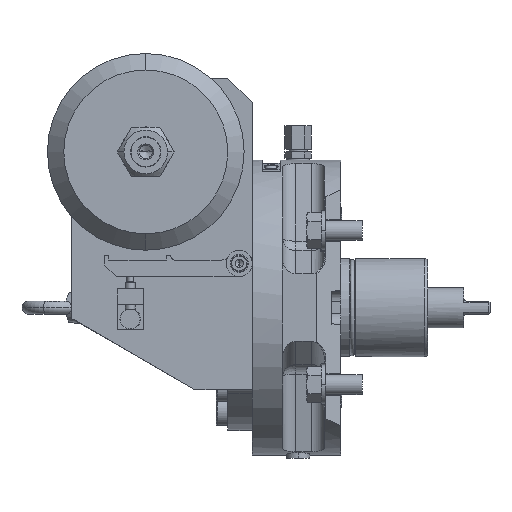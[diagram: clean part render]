
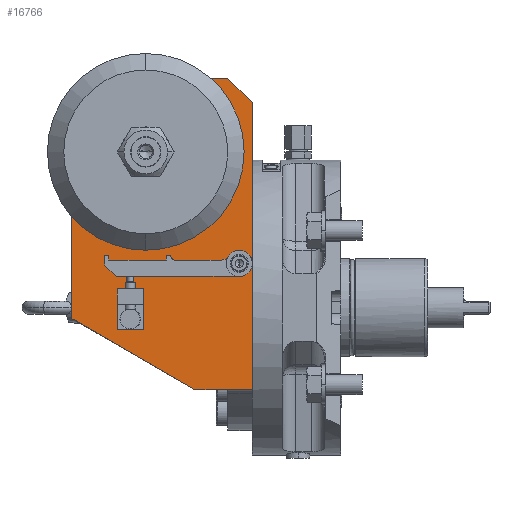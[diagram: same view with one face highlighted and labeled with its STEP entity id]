
A CAD part, front view. The second image highlights one B-rep face of the part: STEP entity #16766.
In plain terms, the highlighted planar face has unit normal (0, -1, 0).
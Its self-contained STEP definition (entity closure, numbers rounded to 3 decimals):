
#421=DIRECTION('',(0.866,0.,-0.5));
#422=VECTOR('',#421,86.603);
#423=CARTESIAN_POINT('',(-164.,-127.5,-6.699));
#424=LINE('',#423,#422);
#2236=DIRECTION('',(0.,0.,-1.));
#2237=VECTOR('',#2236,98.);
#2238=CARTESIAN_POINT('',(-54.,-127.5,125.));
#2239=LINE('',#2238,#2237);
#2244=DIRECTION('',(0.,0.,-1.));
#2245=VECTOR('',#2244,77.);
#2246=CARTESIAN_POINT('',(-54.,-127.5,27.));
#2247=LINE('',#2246,#2245);
#2248=CARTESIAN_POINT('',(-62.,-127.5,27.));
#2249=DIRECTION('',(0.,-1.,0.));
#2250=DIRECTION('',(0.,0.,-1.));
#2251=AXIS2_PLACEMENT_3D('',#2248,#2249,#2250);
#2253=DIRECTION('',(-0.707,0.,0.707));
#2254=VECTOR('',#2253,21.213);
#2255=CARTESIAN_POINT('',(-54.,-127.5,125.));
#2256=LINE('',#2255,#2254);
#2257=CARTESIAN_POINT('',(-62.,-127.5,27.));
#2258=DIRECTION('',(0.,-1.,0.));
#2259=DIRECTION('',(1.,0.,0.));
#2260=AXIS2_PLACEMENT_3D('',#2257,#2258,#2259);
#2262=CARTESIAN_POINT('',(-62.,-127.5,27.));
#2263=DIRECTION('',(0.,-1.,0.));
#2264=DIRECTION('',(-0.843,0.,0.538));
#2265=AXIS2_PLACEMENT_3D('',#2262,#2263,#2264);
#2267=DIRECTION('',(0.,0.,1.));
#2268=VECTOR('',#2267,25.);
#2269=CARTESIAN_POINT('',(-120.5,-127.5,-13.5));
#2270=LINE('',#2269,#2268);
#2271=DIRECTION('',(-1.,0.,0.));
#2272=VECTOR('',#2271,16.);
#2273=CARTESIAN_POINT('',(-120.5,-127.5,11.5));
#2274=LINE('',#2273,#2272);
#2275=DIRECTION('',(0.,0.,-1.));
#2276=VECTOR('',#2275,25.);
#2277=CARTESIAN_POINT('',(-136.5,-127.5,11.5));
#2278=LINE('',#2277,#2276);
#2279=DIRECTION('',(1.,0.,0.));
#2280=VECTOR('',#2279,16.);
#2281=CARTESIAN_POINT('',(-136.5,-127.5,-13.5));
#2282=LINE('',#2281,#2280);
#2611=DIRECTION('',(1.,0.,0.));
#2612=VECTOR('',#2611,35.);
#2613=CARTESIAN_POINT('',(-89.,-127.5,-50.));
#2614=LINE('',#2613,#2612);
#9739=DIRECTION('',(0.,0.,-1.));
#9740=VECTOR('',#9739,82.308);
#9741=CARTESIAN_POINT('',(-164.,-127.5,75.609));
#9742=LINE('',#9741,#9740);
#9759=DIRECTION('',(-1.,0.,0.));
#9760=VECTOR('',#9759,30.609);
#9761=CARTESIAN_POINT('',(-69.,-127.5,140.));
#9762=LINE('',#9761,#9760);
#9796=CARTESIAN_POINT('',(-99.609,-127.5,140.));
#9810=CARTESIAN_POINT('',(-119.,-127.5,95.));
#9811=DIRECTION('',(0.,1.,0.));
#9812=DIRECTION('',(0.396,0.,0.918));
#9813=AXIS2_PLACEMENT_3D('',#9810,#9811,#9812);
#9830=CARTESIAN_POINT('',(-119.,-127.5,95.));
#9831=DIRECTION('',(0.,-1.,0.));
#9832=DIRECTION('',(-0.918,0.,-0.396));
#9833=AXIS2_PLACEMENT_3D('',#9830,#9831,#9832);
#13684=CARTESIAN_POINT('',(-164.,-127.5,75.609));
#13685=CARTESIAN_POINT('',(-164.,-127.5,-6.699));
#13686=VERTEX_POINT('',#13684);
#13687=VERTEX_POINT('',#13685);
#13692=CARTESIAN_POINT('',(-89.,-127.5,-50.));
#13693=VERTEX_POINT('',#13692);
#13694=CARTESIAN_POINT('',(-54.,-127.5,-50.));
#13695=VERTEX_POINT('',#13694);
#13696=CARTESIAN_POINT('',(-70.,-127.5,95.));
#13697=VERTEX_POINT('',#13696);
#13699=VERTEX_POINT('',#9796);
#13706=CARTESIAN_POINT('',(-54.,-127.5,125.));
#13707=CARTESIAN_POINT('',(-69.,-127.5,140.));
#13708=VERTEX_POINT('',#13706);
#13709=VERTEX_POINT('',#13707);
#14114=CARTESIAN_POINT('',(-62.,-127.5,19.));
#14115=CARTESIAN_POINT('',(-54.,-127.5,27.));
#14116=VERTEX_POINT('',#14114);
#14117=VERTEX_POINT('',#14115);
#14118=CARTESIAN_POINT('',(-68.741,-127.5,31.308));
#14119=VERTEX_POINT('',#14118);
#14144=CARTESIAN_POINT('',(-120.5,-127.5,-13.5));
#14145=CARTESIAN_POINT('',(-120.5,-127.5,11.5));
#14146=VERTEX_POINT('',#14144);
#14147=VERTEX_POINT('',#14145);
#14148=CARTESIAN_POINT('',(-136.5,-127.5,11.5));
#14149=VERTEX_POINT('',#14148);
#14150=CARTESIAN_POINT('',(-136.5,-127.5,-13.5));
#14151=VERTEX_POINT('',#14150);
#16728=CARTESIAN_POINT('',(-119.,-127.5,95.));
#16729=DIRECTION('',(0.,1.,0.));
#16730=DIRECTION('',(-1.,0.,0.));
#16731=AXIS2_PLACEMENT_3D('',#16728,#16729,#16730);
#16732=PLANE('',#16731);
#16734=ORIENTED_EDGE('',*,*,#16733,.T.);
#16735=ORIENTED_EDGE('',*,*,#16723,.T.);
#16737=ORIENTED_EDGE('',*,*,#16736,.F.);
#16738=ORIENTED_EDGE('',*,*,#14737,.F.);
#16740=ORIENTED_EDGE('',*,*,#16739,.F.);
#16742=ORIENTED_EDGE('',*,*,#16741,.T.);
#16744=ORIENTED_EDGE('',*,*,#16743,.F.);
#16746=ORIENTED_EDGE('',*,*,#16745,.F.);
#16748=ORIENTED_EDGE('',*,*,#16747,.F.);
#16749=ORIENTED_EDGE('',*,*,#16712,.T.);
#16751=ORIENTED_EDGE('',*,*,#16750,.T.);
#16753=ORIENTED_EDGE('',*,*,#16752,.T.);
#16754=EDGE_LOOP('',(#16734,#16735,#16737,#16738,#16740,#16742,#16744,#16746,
#16748,#16749,#16751,#16753));
#16755=FACE_OUTER_BOUND('',#16754,.F.);
#16757=ORIENTED_EDGE('',*,*,#16756,.T.);
#16759=ORIENTED_EDGE('',*,*,#16758,.T.);
#16761=ORIENTED_EDGE('',*,*,#16760,.T.);
#16763=ORIENTED_EDGE('',*,*,#16762,.T.);
#16764=EDGE_LOOP('',(#16757,#16759,#16761,#16763));
#16765=FACE_BOUND('',#16764,.F.);
#16766=ADVANCED_FACE('',(#16755,#16765),#16732,.F.);
#2252=CIRCLE('',#2251,8.);
#2261=CIRCLE('',#2260,8.);
#2266=CIRCLE('',#2265,8.);
#9814=CIRCLE('',#9813,49.);
#9834=CIRCLE('',#9833,49.);
#14737=EDGE_CURVE('',#13687,#13693,#424,.T.);
#16712=EDGE_CURVE('',#13708,#14117,#2239,.T.);
#16723=EDGE_CURVE('',#14117,#13695,#2247,.T.);
#16733=EDGE_CURVE('',#14116,#14117,#2252,.T.);
#16736=EDGE_CURVE('',#13693,#13695,#2614,.T.);
#16739=EDGE_CURVE('',#13686,#13687,#9742,.T.);
#16741=EDGE_CURVE('',#13686,#13697,#9834,.T.);
#16743=EDGE_CURVE('',#13699,#13697,#9814,.T.);
#16745=EDGE_CURVE('',#13709,#13699,#9762,.T.);
#16747=EDGE_CURVE('',#13708,#13709,#2256,.T.);
#16750=EDGE_CURVE('',#14117,#14119,#2261,.T.);
#16752=EDGE_CURVE('',#14119,#14116,#2266,.T.);
#16756=EDGE_CURVE('',#14146,#14147,#2270,.T.);
#16758=EDGE_CURVE('',#14147,#14149,#2274,.T.);
#16760=EDGE_CURVE('',#14149,#14151,#2278,.T.);
#16762=EDGE_CURVE('',#14151,#14146,#2282,.T.);
